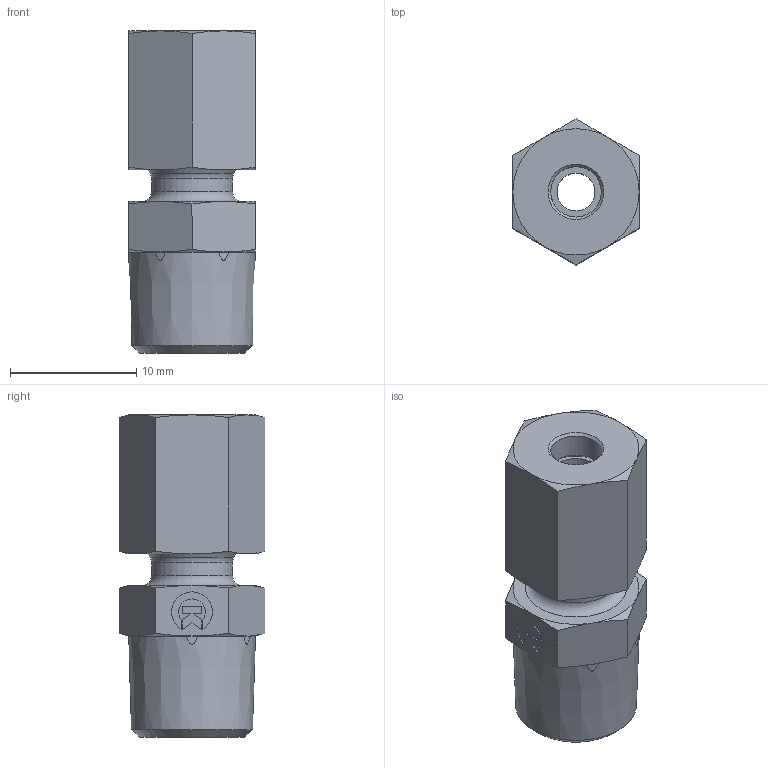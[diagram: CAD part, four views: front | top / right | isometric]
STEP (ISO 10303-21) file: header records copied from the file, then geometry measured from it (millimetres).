
FILE_DESCRIPTION((''),'2;1');
FILE_NAME('04000041808.stp','2014-09-18T09:51:29',(''),('KNOMI spol. s r. o.'),'Autodesk Inventor 2012','Autodesk Inventor 2012','');
FILE_SCHEMA(('AUTOMOTIVE_DESIGN { 1 2 10303 214 0 1 1 1 }'));
Length unit declared in the file: millimetre
Products named in the file (4): PHCR1K 4LLRkuž R1/8/M8x1; 03000 04 1808; 40004; 3900408
Assembly tree (3 placements, depth 2):
  PHCR1K 4LLRkuž R1/8/M8x1
    03000 04 1808
    40004
    3900408
Bounding box: 10 x 11.55 x 25.5 mm (x, y, z)
Volume: 1771.3 mm3; surface area: 1814.9 mm2
Topology: 3 solids, 3 shells, 114 faces, 259 edges, 157 vertices
Faces by surface type: plane 62, cone 36, cylinder 13, torus 3
Full cylindrical faces by diameter (mm): 3 x1, 4 x3, 4.9 x1, 5.5 x1, 6.4 x1, 6.917 x1, 8 x1
Entity records: 3143 total; most frequent: CARTESIAN_POINT 607, DIRECTION 484, ORIENTED_EDGE 456, EDGE_CURVE 228, AXIS2_PLACEMENT_3D 189, VERTEX_POINT 150, EDGE_LOOP 150, STYLED_ITEM 115
